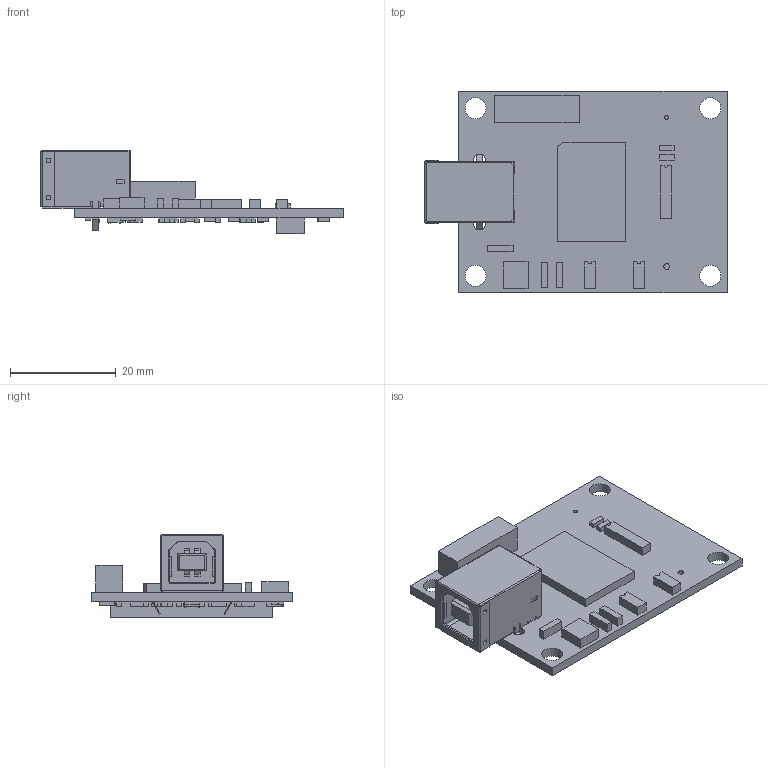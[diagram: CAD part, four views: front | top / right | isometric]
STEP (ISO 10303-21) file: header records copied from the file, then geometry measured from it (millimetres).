
FILE_DESCRIPTION(/* description */ ('Alibre Inc.'),/* implementation_level */ '2;1');
FILE_NAME(/* name */ 'export0',/* time_stamp */ '2009-11-09T16:42:45-08:00',/* author */ (''),/* organization */ (''),/* preprocessor_version */ 'ST-DEVELOPER v10',/* originating_system */ 'Alibre',/* authorisation */ '');
FILE_SCHEMA (('AUTOMOTIVE_DESIGN'));
Length unit declared in the file: millimetre
Products named in the file (78): ID_1
Bounding box: 57.21 x 38.1 x 15.79 mm (x, y, z)
Volume: 6468.2 mm3; surface area: 8426.1 mm2
Topology: 52 solids, 52 shells, 616 faces, 1458 edges, 955 vertices
Faces by surface type: plane 566, cylinder 48, cone 2
Full cylindrical faces by diameter (mm): 0.7 x1, 0.92 x4, 1.1 x1, 2.3 x2, 3.988 x4
Entity records: 13421 total; most frequent: CARTESIAN_POINT 2231, ORIENTED_EDGE 1980, DIRECTION 1962, EDGE_CURVE 990, VECTOR 892, LINE 892, AXIS2_PLACEMENT_3D 696, VERTEX_POINT 643
